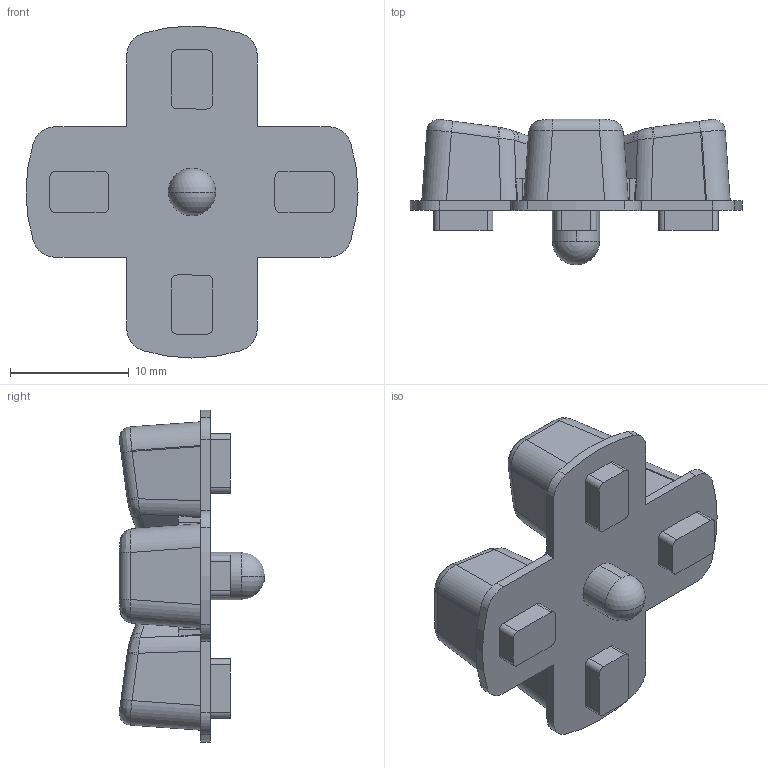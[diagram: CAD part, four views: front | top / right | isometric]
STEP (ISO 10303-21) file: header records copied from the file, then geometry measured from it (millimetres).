
FILE_DESCRIPTION (( 'STEP AP214' ), '1' );
FILE_NAME ('dpad-org.STEP', '2021-09-04T14:51:57', ( 'NoNo' ), ( '' ), 'SwSTEP 2.0', 'none', '' );
FILE_SCHEMA (( 'AUTOMOTIVE_DESIGN' ));
Length unit declared in the file: millimetre
Products named in the file (1): dpad-org
Bounding box: 28 x 12.27 x 28 mm (x, y, z)
Volume: 2426.3 mm3; surface area: 1833.7 mm2
Topology: 1 solids, 1 shells, 205 faces, 532 edges, 334 vertices
Faces by surface type: cylinder 86, plane 75, bspline 40, sphere 4
Entity records: 6738 total; most frequent: CARTESIAN_POINT 2126, ORIENTED_EDGE 1060, DIRECTION 870, EDGE_CURVE 530, VERTEX_POINT 334, AXIS2_PLACEMENT_3D 302, LINE 266, VECTOR 266
